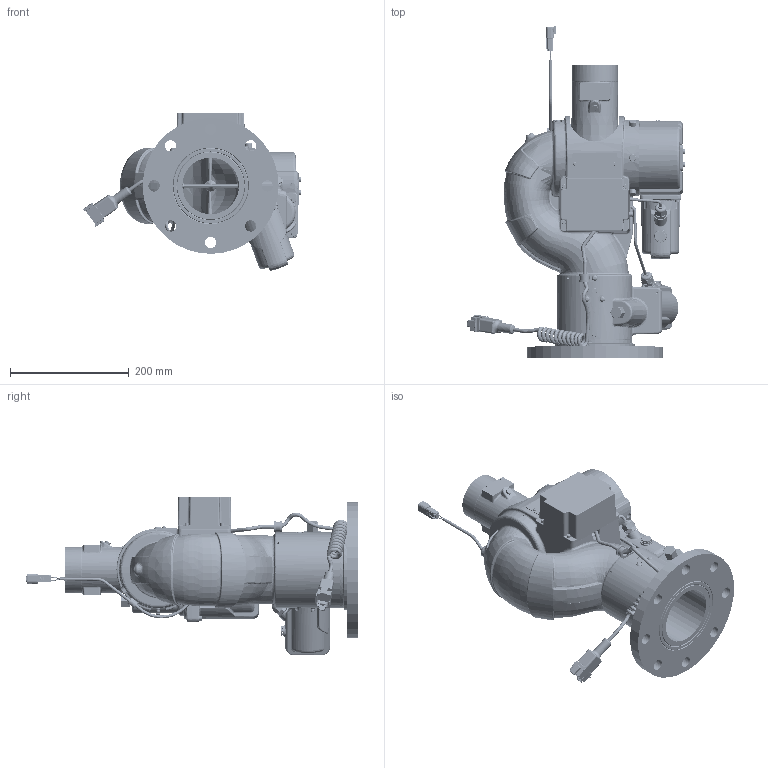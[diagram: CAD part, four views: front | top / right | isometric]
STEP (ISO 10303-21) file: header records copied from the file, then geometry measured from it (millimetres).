
FILE_DESCRIPTION (( 'STEP AP203' ), '1' );
FILE_NAME ('7200X2_FO.STEP', '2021-03-30T14:18:28', ( '' ), ( '' ), 'SwSTEP 2.0', 'SolidWorks 2019', '' );
FILE_SCHEMA (( 'CONFIG_CONTROL_DESIGN' ));
Products named in the file (1): 7200X2_FO
Bounding box: 366.23 x 558.22 x 265.8 mm (x, y, z)
Volume: 5640571.1 mm3; surface area: 1110312.8 mm2
Topology: 38 solids, 38 shells, 5242 faces, 13536 edges, 8481 vertices
Faces by surface type: plane 1609, cylinder 1440, bspline 1354, cone 596, torus 175, sphere 68
Entity records: 291163 total; most frequent: CARTESIAN_POINT 175650, ORIENTED_EDGE 26746, DIRECTION 20487, EDGE_CURVE 13373, VERTEX_POINT 8471, AXIS2_PLACEMENT_3D 7534, EDGE_LOOP 5660, VECTOR 5419
